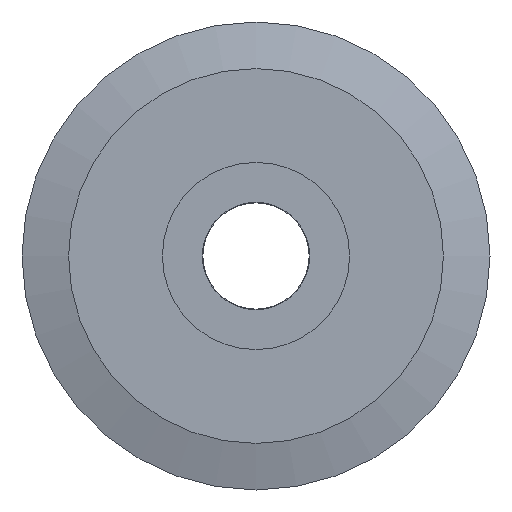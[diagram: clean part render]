
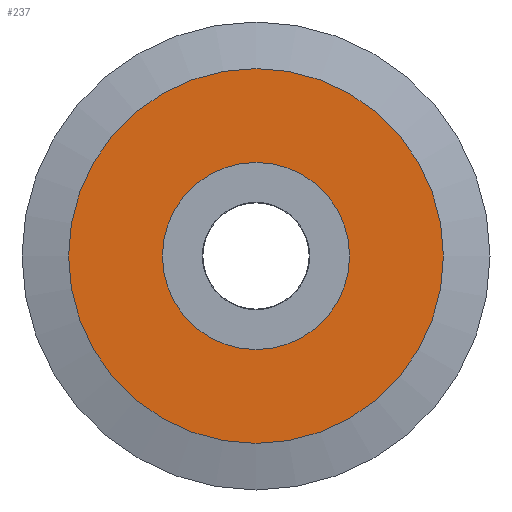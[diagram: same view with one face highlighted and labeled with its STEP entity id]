
A CAD part, front view. The second image highlights one B-rep face of the part: STEP entity #237.
In plain terms, the highlighted planar face has unit normal (0, -1, 0).
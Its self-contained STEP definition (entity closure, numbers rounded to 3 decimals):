
#15=FACE_BOUND('',#44,.T.);
#20=PLANE('',#278);
#30=FACE_OUTER_BOUND('',#43,.T.);
#43=EDGE_LOOP('',(#178,#179));
#44=EDGE_LOOP('',(#180,#181));
#80=CIRCLE('',#276,9.55);
#81=CIRCLE('',#277,9.55);
#82=CIRCLE('',#279,30.036);
#83=CIRCLE('',#280,30.036);
#106=VERTEX_POINT('',#412);
#107=VERTEX_POINT('',#413);
#108=VERTEX_POINT('',#418);
#109=VERTEX_POINT('',#419);
#134=EDGE_CURVE('',#106,#107,#80,.T.);
#135=EDGE_CURVE('',#107,#106,#81,.T.);
#137=EDGE_CURVE('',#108,#109,#82,.T.);
#138=EDGE_CURVE('',#109,#108,#83,.T.);
#178=ORIENTED_EDGE('',*,*,#137,.F.);
#179=ORIENTED_EDGE('',*,*,#138,.F.);
#180=ORIENTED_EDGE('',*,*,#134,.T.);
#181=ORIENTED_EDGE('',*,*,#135,.T.);
#237=ADVANCED_FACE('',(#30,#15),#20,.T.);
#276=AXIS2_PLACEMENT_3D('',#414,#328,#329);
#277=AXIS2_PLACEMENT_3D('',#415,#330,#331);
#278=AXIS2_PLACEMENT_3D('',#417,#333,#334);
#279=AXIS2_PLACEMENT_3D('',#420,#335,#336);
#280=AXIS2_PLACEMENT_3D('',#421,#337,#338);
#328=DIRECTION('center_axis',(0.,1.,0.));
#329=DIRECTION('ref_axis',(1.,0.,0.));
#330=DIRECTION('center_axis',(0.,1.,0.));
#331=DIRECTION('ref_axis',(1.,0.,0.));
#333=DIRECTION('center_axis',(0.,-1.,0.));
#334=DIRECTION('ref_axis',(0.,0.,-1.));
#335=DIRECTION('center_axis',(0.,1.,0.));
#336=DIRECTION('ref_axis',(1.,0.,0.));
#337=DIRECTION('center_axis',(0.,1.,0.));
#338=DIRECTION('ref_axis',(1.,0.,0.));
#412=CARTESIAN_POINT('',(-9.55,23.,0.));
#413=CARTESIAN_POINT('',(9.55,23.,0.));
#414=CARTESIAN_POINT('Origin',(0.,23.,0.));
#415=CARTESIAN_POINT('Origin',(0.,23.,0.));
#417=CARTESIAN_POINT('Origin',(-30.036,23.,0.));
#418=CARTESIAN_POINT('',(-30.036,23.,0.));
#419=CARTESIAN_POINT('',(30.036,23.,0.));
#420=CARTESIAN_POINT('Origin',(0.,23.,0.));
#421=CARTESIAN_POINT('Origin',(0.,23.,0.));
